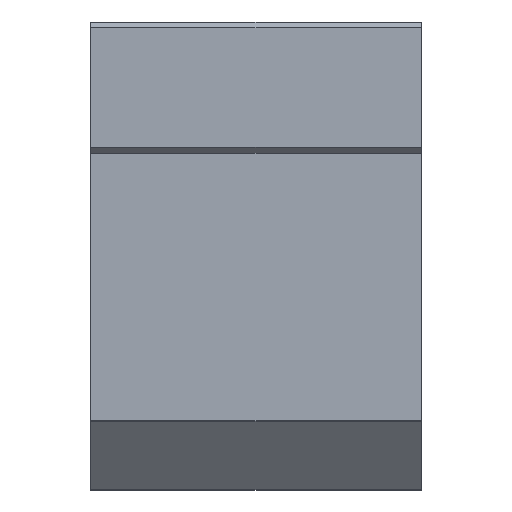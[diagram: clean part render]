
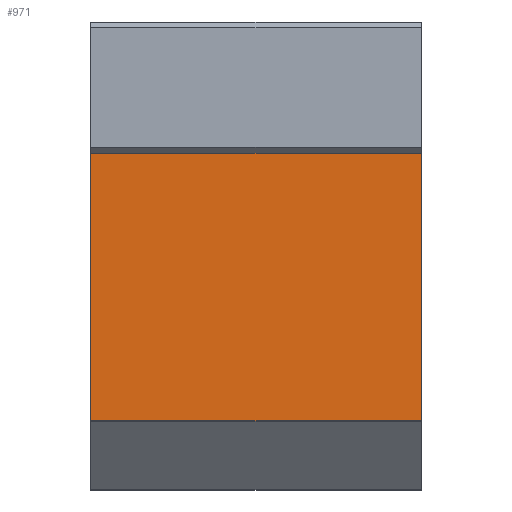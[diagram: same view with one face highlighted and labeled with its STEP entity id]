
A CAD part, top view. The second image highlights one B-rep face of the part: STEP entity #971.
In plain terms, the highlighted planar face has unit normal (0, 0, 1).
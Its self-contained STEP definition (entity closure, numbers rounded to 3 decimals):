
#1 = DIRECTION ( 'NONE',  ( 0., -1., 0. ) ) ;
#6 = CARTESIAN_POINT ( 'NONE',  ( -14.5, -14., 26.5 ) ) ;
#7 = DIRECTION ( 'NONE',  ( 1., 0., 0. ) ) ;
#79 = DIRECTION ( 'NONE',  ( 1., 0., 0. ) ) ;
#86 = CARTESIAN_POINT ( 'NONE',  ( -14.5, -14., 26.5 ) ) ;
#114 = CARTESIAN_POINT ( 'NONE',  ( -14.5, -14., 26.5 ) ) ;
#142 = DIRECTION ( 'NONE',  ( 1., 0., 0. ) ) ;
#151 = DIRECTION ( 'NONE',  ( 0., 0., 1. ) ) ;
#158 = CARTESIAN_POINT ( 'NONE',  ( -14.5, -14., 26.5 ) ) ;
#162 = CARTESIAN_POINT ( 'NONE',  ( -14.5, 9.5, 26.5 ) ) ;
#176 = VERTEX_POINT ( 'NONE', #162 ) ;
#202 = VERTEX_POINT ( 'NONE', #319 ) ;
#204 = CARTESIAN_POINT ( 'NONE',  ( 14.5, 9.5, 26.5 ) ) ;
#246 = DIRECTION ( 'NONE',  ( 0., -1., 0. ) ) ;
#277 = PLANE ( 'NONE',  #895 ) ;
#297 = CARTESIAN_POINT ( 'NONE',  ( -14.5, 9.5, 26.5 ) ) ;
#303 = CARTESIAN_POINT ( 'NONE',  ( 14.5, -14., 26.5 ) ) ;
#319 = CARTESIAN_POINT ( 'NONE',  ( 14.5, -14., 26.5 ) ) ;
#325 = VERTEX_POINT ( 'NONE', #204 ) ;
#353 = VERTEX_POINT ( 'NONE', #114 ) ;
#428 = LINE ( 'NONE', #86, #457 ) ;
#457 = VECTOR ( 'NONE', #246, 1000. ) ;
#484 = LINE ( 'NONE', #297, #513 ) ;
#513 = VECTOR ( 'NONE', #79, 1000. ) ;
#585 = ORIENTED_EDGE ( 'NONE', *, *, #705, .F. ) ;
#587 = ORIENTED_EDGE ( 'NONE', *, *, #858, .F. ) ;
#592 = ORIENTED_EDGE ( 'NONE', *, *, #866, .T. ) ;
#594 = ORIENTED_EDGE ( 'NONE', *, *, #688, .T. ) ;
#656 = EDGE_LOOP ( 'NONE', ( #592, #587, #585, #594 ) ) ;
#688 = EDGE_CURVE ( 'NONE', #176, #353, #428, .T. ) ;
#705 = EDGE_CURVE ( 'NONE', #176, #325, #484, .T. ) ;
#741 = VECTOR ( 'NONE', #7, 1000. ) ;
#754 = VECTOR ( 'NONE', #1, 1000. ) ;
#793 = LINE ( 'NONE', #303, #754 ) ;
#816 = FACE_OUTER_BOUND ( 'NONE', #656, .T. ) ;
#846 = LINE ( 'NONE', #6, #741 ) ;
#858 = EDGE_CURVE ( 'NONE', #325, #202, #793, .T. ) ;
#866 = EDGE_CURVE ( 'NONE', #353, #202, #846, .T. ) ;
#895 = AXIS2_PLACEMENT_3D ( 'NONE', #158, #151, #142 ) ;
#971 = ADVANCED_FACE ( 'NONE', ( #816 ), #277, .T. ) ;
